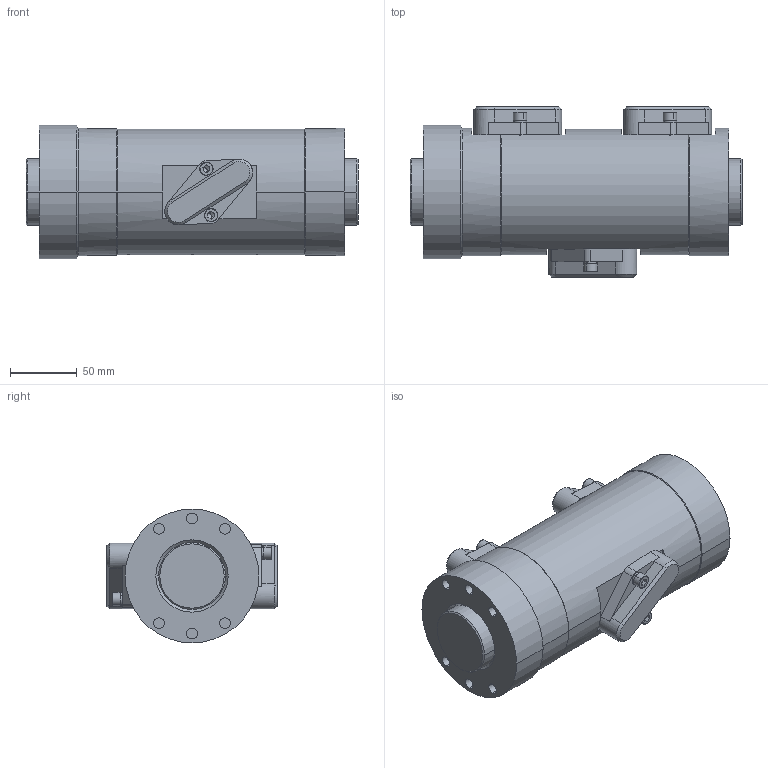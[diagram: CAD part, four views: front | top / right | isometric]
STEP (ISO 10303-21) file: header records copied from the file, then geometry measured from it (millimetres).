
FILE_DESCRIPTION((''),'2;1');
FILE_NAME('00_HSP5016_ASM','2024-01-22T19:43:27',('10033988'),(''),'CREO PARAMETRIC BY PTC INC, 2019080','CREO PARAMETRIC BY PTC INC, 2019080','');
FILE_SCHEMA(('CONFIG_CONTROL_DESIGN'));
Length unit declared in the file: millimetre
Products named in the file (8): NUT_HSP5016; SHAFT_HSP5016; LOCKER_HSP5016; SOCKET_HEAD_CAP_SCREW_ISOISO_47; SPRING_LOCK_WASHERS--NORMAL_TYP; SOCKERS_M6_ASM; LOCKERS_HSP5016_ASM; 00_HSP5016_ASM
Assembly tree (11 placements, depth 4):
  00_HSP5016_ASM
    NUT_HSP5016
    SHAFT_HSP5016
    LOCKERS_HSP5016_ASM  x4
      LOCKER_HSP5016
      SOCKERS_M6_ASM
        SOCKET_HEAD_CAP_SCREW_ISOISO_47
        SPRING_LOCK_WASHERS--NORMAL_TYP
Bounding box: 248 x 127.2 x 100 mm (x, y, z)
Volume: 1770895.2 mm3; surface area: 202157.1 mm2
Topology: 22 solids, 22 shells, 1283 faces, 3241 edges, 2012 vertices
Faces by surface type: cone 606, cylinder 420, plane 223, torus 34
Entity records: 7849 total; most frequent: CARTESIAN_POINT 1634, DIRECTION 1433, ORIENTED_EDGE 1186, EDGE_CURVE 593, AXIS2_PLACEMENT_3D 592, VERTEX_POINT 371, CIRCLE 324, EDGE_LOOP 268
